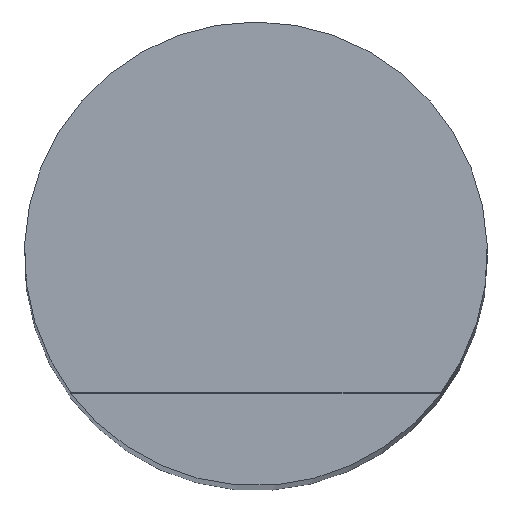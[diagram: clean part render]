
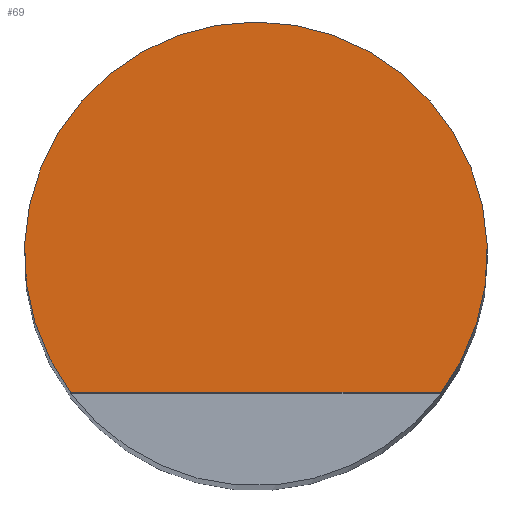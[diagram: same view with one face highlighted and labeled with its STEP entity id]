
A CAD part, top view. The second image highlights one B-rep face of the part: STEP entity #69.
In plain terms, the highlighted planar face has unit normal (0, 0, 1).
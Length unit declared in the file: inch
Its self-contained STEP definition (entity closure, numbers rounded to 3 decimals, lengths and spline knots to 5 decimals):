
#16=CIRCLE($,#79,0.25);
#20=FACE_OUTER_BOUND($,#25,.T.);
#25=EDGE_LOOP($,(#55,#56));
#29=LINE($,#109,#33);
#33=VECTOR($,#87,0.4);
#37=VERTEX_POINT($,#107);
#38=VERTEX_POINT($,#108);
#42=EDGE_CURVE($,#37,#38,#29,.T.);
#47=EDGE_CURVE($,#38,#37,#16,.T.);
#55=ORIENTED_EDGE($,*,*,#42,.T.);
#56=ORIENTED_EDGE($,*,*,#47,.T.);
#65=PLANE($,#78);
#69=ADVANCED_FACE($,(#20),#65,.T.);
#78=AXIS2_PLACEMENT_3D($,#117,#95,#96);
#79=AXIS2_PLACEMENT_3D($,#118,#97,#98);
#87=DIRECTION($,(1.,0.,0.));
#95=DIRECTION('center_axis',(0.,0.,1.));
#96=DIRECTION('ref_axis',(1.,0.,0.));
#97=DIRECTION('center_axis',(0.,0.,1.));
#98=DIRECTION('ref_axis',(-1.,0.,0.));
#107=CARTESIAN_POINT('',(-0.2,-0.15,3.5));
#108=CARTESIAN_POINT('',(0.2,-0.15,3.5));
#109=CARTESIAN_POINT($,(-0.1,-0.15,3.5));
#117=CARTESIAN_POINT('Origin',(0.,0.,3.5));
#118=CARTESIAN_POINT('Origin',(0.,0.,3.5));
